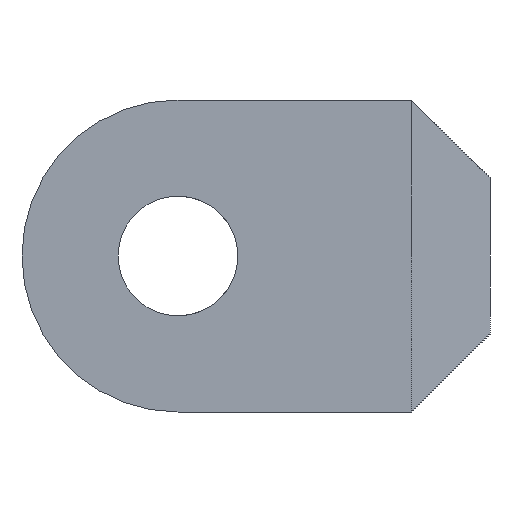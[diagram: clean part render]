
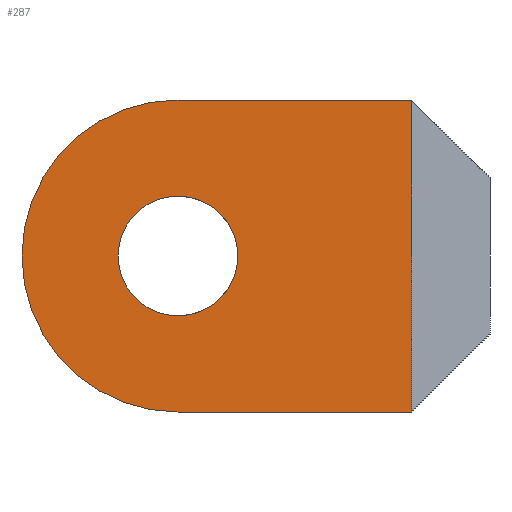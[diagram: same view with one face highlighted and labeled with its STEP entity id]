
A CAD part, left-side view. The second image highlights one B-rep face of the part: STEP entity #287.
In plain terms, the highlighted planar face has unit normal (-1, 0, 0).
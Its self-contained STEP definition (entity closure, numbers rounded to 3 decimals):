
#9 = ORIENTED_EDGE ( 'NONE', *, *, #75, .T. ) ;
#22 = CARTESIAN_POINT ( 'NONE',  ( 0., -3., 4.15 ) ) ;
#31 = DIRECTION ( 'NONE',  ( 0., 0., -1. ) ) ;
#36 = VERTEX_POINT ( 'NONE', #445 ) ;
#37 = DIRECTION ( 'NONE',  ( 0., 0., -1. ) ) ;
#45 = DIRECTION ( 'NONE',  ( 1., 0., 0. ) ) ;
#59 = LINE ( 'NONE', #172, #274 ) ;
#75 = EDGE_CURVE ( 'NONE', #36, #467, #542, .T. ) ;
#81 = AXIS2_PLACEMENT_3D ( 'NONE', #592, #223, #551 ) ;
#90 = DIRECTION ( 'NONE',  ( 0., -1., 0. ) ) ;
#104 = EDGE_LOOP ( 'NONE', ( #463, #659, #249, #162, #9 ) ) ;
#106 = VERTEX_POINT ( 'NONE', #505 ) ;
#109 = VERTEX_POINT ( 'NONE', #22 ) ;
#122 = EDGE_CURVE ( 'NONE', #190, #106, #449, .T. ) ;
#135 = CIRCLE ( 'NONE', #652, 3. ) ;
#136 = CIRCLE ( 'NONE', #383, 1.15 ) ;
#140 = CARTESIAN_POINT ( 'NONE',  ( 0., -9., 6. ) ) ;
#162 = ORIENTED_EDGE ( 'NONE', *, *, #297, .T. ) ;
#172 = CARTESIAN_POINT ( 'NONE',  ( 0., -9., 0. ) ) ;
#176 = CARTESIAN_POINT ( 'NONE',  ( 0., -3., 3. ) ) ;
#190 = VERTEX_POINT ( 'NONE', #557 ) ;
#191 = VECTOR ( 'NONE', #293, 1000. ) ;
#193 = DIRECTION ( 'NONE',  ( 0., 0., -1. ) ) ;
#223 = DIRECTION ( 'NONE',  ( -1., 0., 0. ) ) ;
#238 = ORIENTED_EDGE ( 'NONE', *, *, #538, .T. ) ;
#243 = CARTESIAN_POINT ( 'NONE',  ( 0., -3., 1.85 ) ) ;
#247 = DIRECTION ( 'NONE',  ( 1., 0., 0. ) ) ;
#249 = ORIENTED_EDGE ( 'NONE', *, *, #357, .F. ) ;
#263 = CIRCLE ( 'NONE', #328, 1.15 ) ;
#272 = DIRECTION ( 'NONE',  ( 0., -1., 0. ) ) ;
#274 = VECTOR ( 'NONE', #272, 1000. ) ;
#281 = EDGE_LOOP ( 'NONE', ( #671, #238 ) ) ;
#287 = ADVANCED_FACE ( 'NONE', ( #458, #353 ), #298, .F. ) ;
#293 = DIRECTION ( 'NONE',  ( 0., 0., 1. ) ) ;
#297 = EDGE_CURVE ( 'NONE', #370, #36, #135, .T. ) ;
#298 = PLANE ( 'NONE',  #572 ) ;
#307 = CARTESIAN_POINT ( 'NONE',  ( 0., -3., 6. ) ) ;
#317 = EDGE_CURVE ( 'NONE', #363, #109, #263, .T. ) ;
#321 = DIRECTION ( 'NONE',  ( 0., 0., -1. ) ) ;
#328 = AXIS2_PLACEMENT_3D ( 'NONE', #522, #247, #193 ) ;
#335 = CARTESIAN_POINT ( 'NONE',  ( 0., -7.5, 6. ) ) ;
#353 = FACE_OUTER_BOUND ( 'NONE', #104, .T. ) ;
#357 = EDGE_CURVE ( 'NONE', #370, #106, #460, .T. ) ;
#363 = VERTEX_POINT ( 'NONE', #243 ) ;
#368 = CARTESIAN_POINT ( 'NONE',  ( 0., -3., 3. ) ) ;
#370 = VERTEX_POINT ( 'NONE', #307 ) ;
#383 = AXIS2_PLACEMENT_3D ( 'NONE', #368, #578, #321 ) ;
#389 = DIRECTION ( 'NONE',  ( -1., 0., 0. ) ) ;
#445 = CARTESIAN_POINT ( 'NONE',  ( 0., 0., 3. ) ) ;
#449 = LINE ( 'NONE', #335, #191 ) ;
#458 = FACE_BOUND ( 'NONE', #281, .T. ) ;
#460 = LINE ( 'NONE', #140, #508 ) ;
#463 = ORIENTED_EDGE ( 'NONE', *, *, #656, .T. ) ;
#467 = VERTEX_POINT ( 'NONE', #576 ) ;
#505 = CARTESIAN_POINT ( 'NONE',  ( 0., -7.5, 6. ) ) ;
#508 = VECTOR ( 'NONE', #90, 1000. ) ;
#522 = CARTESIAN_POINT ( 'NONE',  ( 0., -3., 3. ) ) ;
#523 = CARTESIAN_POINT ( 'NONE',  ( 0., -9., 6. ) ) ;
#538 = EDGE_CURVE ( 'NONE', #109, #363, #136, .T. ) ;
#542 = CIRCLE ( 'NONE', #81, 3. ) ;
#551 = DIRECTION ( 'NONE',  ( 0., 0., -1. ) ) ;
#557 = CARTESIAN_POINT ( 'NONE',  ( 0., -7.5, 0. ) ) ;
#572 = AXIS2_PLACEMENT_3D ( 'NONE', #523, #45, #31 ) ;
#576 = CARTESIAN_POINT ( 'NONE',  ( 0., -3., 0. ) ) ;
#578 = DIRECTION ( 'NONE',  ( 1., 0., 0. ) ) ;
#592 = CARTESIAN_POINT ( 'NONE',  ( 0., -3., 3. ) ) ;
#652 = AXIS2_PLACEMENT_3D ( 'NONE', #176, #389, #37 ) ;
#656 = EDGE_CURVE ( 'NONE', #467, #190, #59, .T. ) ;
#659 = ORIENTED_EDGE ( 'NONE', *, *, #122, .T. ) ;
#671 = ORIENTED_EDGE ( 'NONE', *, *, #317, .T. ) ;
